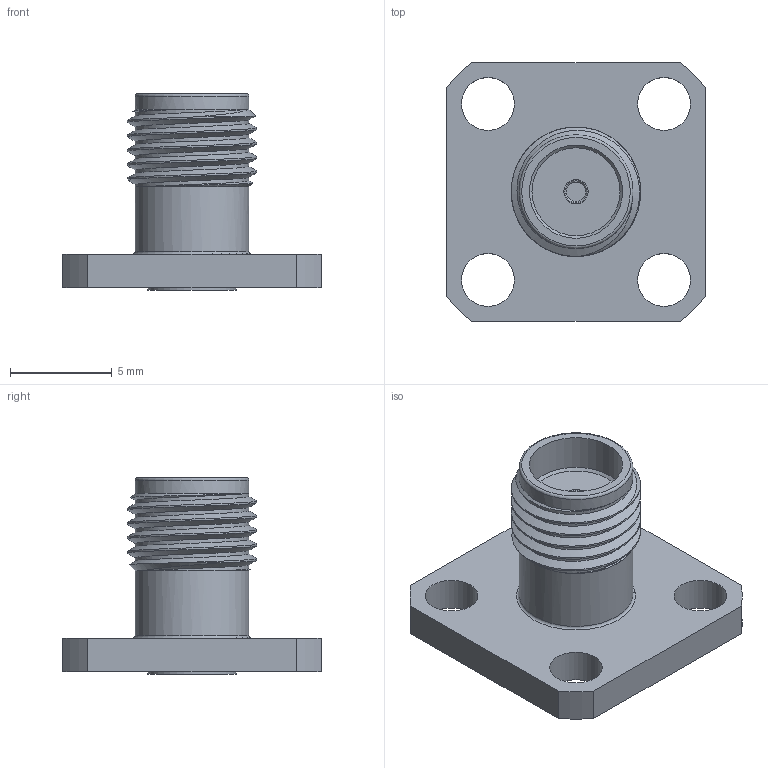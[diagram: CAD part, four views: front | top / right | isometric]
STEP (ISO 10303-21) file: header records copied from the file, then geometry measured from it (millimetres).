
FILE_DESCRIPTION (( 'STEP AP203' ), '1' );
FILE_NAME ('LCCN3199_3D.step', '2022-04-29T22:04:55', ( '' ), ( '' ), 'SwSTEP 2.0', 'SolidWorks 2021', '' );
FILE_SCHEMA (( 'CONFIG_CONTROL_DESIGN' ));
Length unit declared in the file: inch
Products named in the file (1): LCCN3199_3D
Bounding box: 12.7 x 12.7 x 9.65 mm (x, y, z)
Volume: 391.7 mm3; surface area: 676.8 mm2
Topology: 1 solids, 1 shells, 52 faces, 119 edges, 77 vertices
Faces by surface type: plane 22, cylinder 19, cone 6, bspline 3, torus 2
Full cylindrical faces by diameter (mm): 0.508 x1, 0.762 x1, 0.94 x1, 1.194 x1, 2.591 x4, 2.794 x1, 3.302 x1, 4.318 x1, 4.572 x1, 5.582 x2
Entity records: 3178 total; most frequent: CARTESIAN_POINT 2005, DIRECTION 228, ORIENTED_EDGE 194, AXIS2_PLACEMENT_3D 98, EDGE_CURVE 97, EDGE_LOOP 86, VERTEX_POINT 73, FACE_OUTER_BOUND 68
